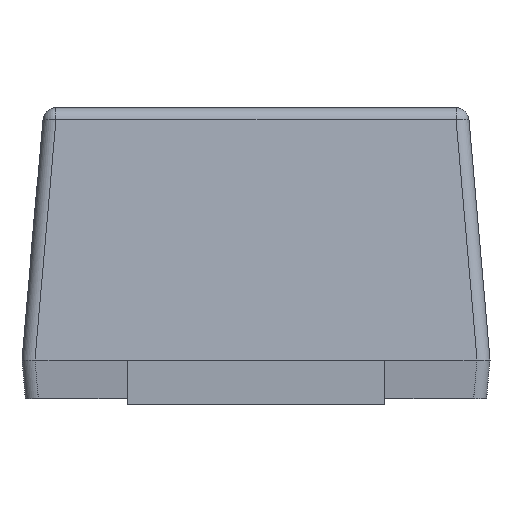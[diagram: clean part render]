
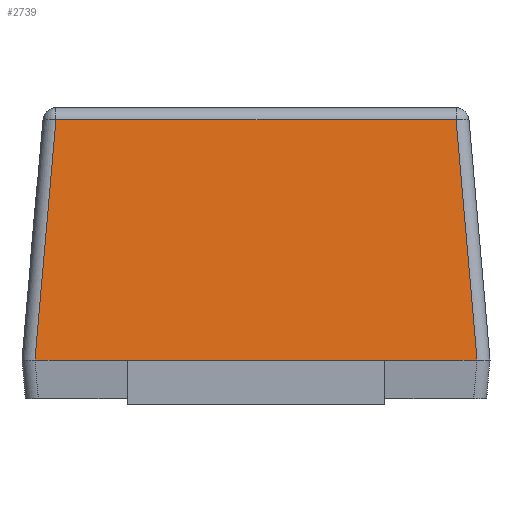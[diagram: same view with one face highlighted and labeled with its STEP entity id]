
A CAD part, left-side view. The second image highlights one B-rep face of the part: STEP entity #2739.
In plain terms, the highlighted planar face has unit normal (-0.996, 0, 0.087).
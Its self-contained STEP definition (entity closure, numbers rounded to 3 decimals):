
#143 = EDGE_CURVE ( 'NONE', #2568, #2802, #8067, .T. ) ;
#574 = CARTESIAN_POINT ( 'NONE',  ( -1.387, -0.837, 0.151 ) ) ;
#709 = ORIENTED_EDGE ( 'NONE', *, *, #11908, .T. ) ;
#1015 = VECTOR ( 'NONE', #3007, 1000. ) ;
#1080 = VECTOR ( 'NONE', #1678, 1000. ) ;
#1615 = VECTOR ( 'NONE', #2592, 1000. ) ;
#1631 = CARTESIAN_POINT ( 'NONE',  ( -1.4, -0.495, 0. ) ) ;
#1649 = VERTEX_POINT ( 'NONE', #1631 ) ;
#1650 = LINE ( 'NONE', #5557, #1615 ) ;
#1678 = DIRECTION ( 'NONE',  ( 0.087, 0.087, 0.992 ) ) ;
#1824 = VECTOR ( 'NONE', #12427, 1000. ) ;
#2239 = CARTESIAN_POINT ( 'NONE',  ( -1.4, 0.85, 0. ) ) ;
#2568 = VERTEX_POINT ( 'NONE', #7499 ) ;
#2592 = DIRECTION ( 'NONE',  ( 0., -1., 0. ) ) ;
#2739 = ADVANCED_FACE ( 'NONE', ( #11637 ), #6330, .T. ) ;
#2759 = ORIENTED_EDGE ( 'NONE', *, *, #11026, .T. ) ;
#2802 = VERTEX_POINT ( 'NONE', #2239 ) ;
#3007 = DIRECTION ( 'NONE',  ( 0., 1., 0. ) ) ;
#3495 = ORIENTED_EDGE ( 'NONE', *, *, #4035, .T. ) ;
#3748 = LINE ( 'NONE', #9470, #1824 ) ;
#4035 = EDGE_CURVE ( 'NONE', #4655, #8536, #6384, .T. ) ;
#4214 = CARTESIAN_POINT ( 'NONE',  ( -1.4, 0.495, 0. ) ) ;
#4308 = DIRECTION ( 'NONE',  ( -0.996, 0., 0.087 ) ) ;
#4452 = EDGE_LOOP ( 'NONE', ( #709, #9809, #2759, #11658, #7012, #3495 ) ) ;
#4655 = VERTEX_POINT ( 'NONE', #12057 ) ;
#5115 = DIRECTION ( 'NONE',  ( 0., -1., 0. ) ) ;
#5149 = EDGE_CURVE ( 'NONE', #7784, #1649, #3748, .T. ) ;
#5202 = DIRECTION ( 'NONE',  ( 0.087, 0., 0.996 ) ) ;
#5207 = CARTESIAN_POINT ( 'NONE',  ( -1.4, 0.851, -0.004 ) ) ;
#5557 = CARTESIAN_POINT ( 'NONE',  ( -1.4, 0.9, 0. ) ) ;
#6198 = DIRECTION ( 'NONE',  ( -0.087, 0.087, -0.992 ) ) ;
#6224 = CARTESIAN_POINT ( 'NONE',  ( -1.4, 0.9, 0. ) ) ;
#6330 = PLANE ( 'NONE',  #6741 ) ;
#6384 = LINE ( 'NONE', #574, #1080 ) ;
#6741 = AXIS2_PLACEMENT_3D ( 'NONE', #12139, #4308, #5202 ) ;
#7012 = ORIENTED_EDGE ( 'NONE', *, *, #10950, .T. ) ;
#7499 = CARTESIAN_POINT ( 'NONE',  ( -1.319, 0.769, 0.924 ) ) ;
#7773 = VECTOR ( 'NONE', #6198, 1000. ) ;
#7784 = VERTEX_POINT ( 'NONE', #4214 ) ;
#8041 = LINE ( 'NONE', #6224, #8744 ) ;
#8067 = LINE ( 'NONE', #5207, #7773 ) ;
#8536 = VERTEX_POINT ( 'NONE', #8771 ) ;
#8703 = LINE ( 'NONE', #12605, #1015 ) ;
#8744 = VECTOR ( 'NONE', #5115, 1000. ) ;
#8771 = CARTESIAN_POINT ( 'NONE',  ( -1.319, -0.769, 0.924 ) ) ;
#9470 = CARTESIAN_POINT ( 'NONE',  ( -1.4, 0.9, 0. ) ) ;
#9809 = ORIENTED_EDGE ( 'NONE', *, *, #143, .T. ) ;
#10950 = EDGE_CURVE ( 'NONE', #1649, #4655, #8041, .T. ) ;
#11026 = EDGE_CURVE ( 'NONE', #2802, #7784, #1650, .T. ) ;
#11637 = FACE_OUTER_BOUND ( 'NONE', #4452, .T. ) ;
#11658 = ORIENTED_EDGE ( 'NONE', *, *, #5149, .T. ) ;
#11908 = EDGE_CURVE ( 'NONE', #8536, #2568, #8703, .T. ) ;
#12057 = CARTESIAN_POINT ( 'NONE',  ( -1.4, -0.85, 0. ) ) ;
#12139 = CARTESIAN_POINT ( 'NONE',  ( -1.4, 0.9, 0. ) ) ;
#12427 = DIRECTION ( 'NONE',  ( 0., -1., 0. ) ) ;
#12605 = CARTESIAN_POINT ( 'NONE',  ( -1.319, 0.815, 0.924 ) ) ;
